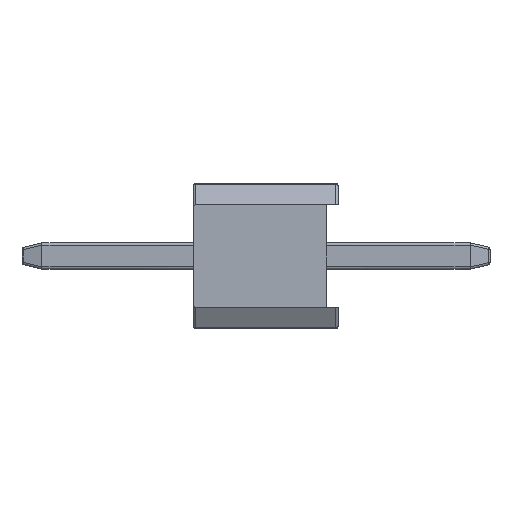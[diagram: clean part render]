
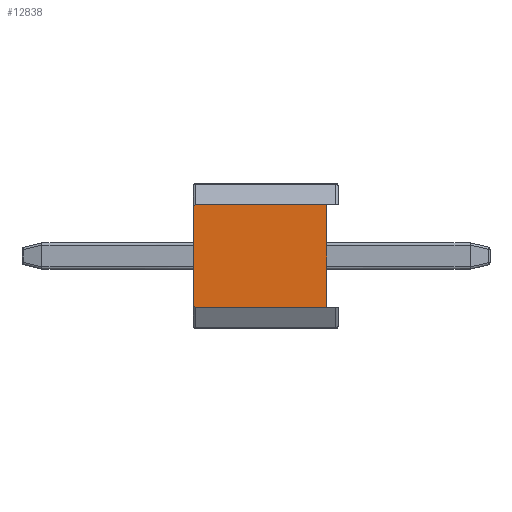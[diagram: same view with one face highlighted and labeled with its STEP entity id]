
A CAD part, left-side view. The second image highlights one B-rep face of the part: STEP entity #12838.
In plain terms, the highlighted planar face has unit normal (-1, 0, 0).
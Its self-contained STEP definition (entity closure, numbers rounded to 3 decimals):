
#120 = DIRECTION ( 'NONE',  ( 0., -1., 0. ) ) ;
#286 = DIRECTION ( 'NONE',  ( 0., 0., 1. ) ) ;
#1690 = DIRECTION ( 'NONE',  ( 1., 0., 0. ) ) ;
#1820 = AXIS2_PLACEMENT_3D ( 'NONE', #8191, #21053, #10027 ) ;
#1913 = VERTEX_POINT ( 'NONE', #22617 ) ;
#2278 = VECTOR ( 'NONE', #120, 1000. ) ;
#3566 = CARTESIAN_POINT ( 'NONE',  ( -8.255, 1.23, 0.895 ) ) ;
#3635 = DIRECTION ( 'NONE',  ( -1., 0., 0. ) ) ;
#4099 = AXIS2_PLACEMENT_3D ( 'NONE', #14699, #3635, #16572 ) ;
#4182 = CIRCLE ( 'NONE', #4099, 0.04 ) ;
#4189 = ORIENTED_EDGE ( 'NONE', *, *, #23366, .T. ) ;
#4521 = FACE_OUTER_BOUND ( 'NONE', #18547, .T. ) ;
#5416 = VERTEX_POINT ( 'NONE', #12622 ) ;
#5504 = EDGE_CURVE ( 'NONE', #12555, #20327, #22587, .T. ) ;
#5918 = AXIS2_PLACEMENT_3D ( 'NONE', #23652, #1690, #14596 ) ;
#6110 = VECTOR ( 'NONE', #286, 1000. ) ;
#6671 = LINE ( 'NONE', #13184, #6110 ) ;
#8191 = CARTESIAN_POINT ( 'NONE',  ( -8.255, 1.23, -0.855 ) ) ;
#8604 = DIRECTION ( 'NONE',  ( 0., -1., 0. ) ) ;
#9329 = EDGE_CURVE ( 'NONE', #16342, #20181, #16854, .T. ) ;
#9396 = EDGE_CURVE ( 'NONE', #20181, #1913, #19424, .T. ) ;
#10027 = DIRECTION ( 'NONE',  ( 0., 0., -1. ) ) ;
#10101 = ORIENTED_EDGE ( 'NONE', *, *, #9329, .F. ) ;
#10705 = DIRECTION ( 'NONE',  ( 0., 0., -1. ) ) ;
#11163 = ORIENTED_EDGE ( 'NONE', *, *, #9396, .F. ) ;
#11936 = VECTOR ( 'NONE', #8604, 1000. ) ;
#12555 = VERTEX_POINT ( 'NONE', #19121 ) ;
#12622 = CARTESIAN_POINT ( 'NONE',  ( -8.255, 1.27, 0.855 ) ) ;
#12838 = ADVANCED_FACE ( 'NONE', ( #4521 ), #23736, .F. ) ;
#13184 = CARTESIAN_POINT ( 'NONE',  ( -8.255, 1.27, -0.895 ) ) ;
#14440 = ORIENTED_EDGE ( 'NONE', *, *, #20618, .T. ) ;
#14596 = DIRECTION ( 'NONE',  ( 0., 0., -1. ) ) ;
#14699 = CARTESIAN_POINT ( 'NONE',  ( -8.255, 1.23, 0.855 ) ) ;
#14965 = CARTESIAN_POINT ( 'NONE',  ( -8.255, -1.07, 0.895 ) ) ;
#16342 = VERTEX_POINT ( 'NONE', #3566 ) ;
#16572 = DIRECTION ( 'NONE',  ( 0., 0., -1. ) ) ;
#16854 = LINE ( 'NONE', #19672, #11936 ) ;
#17026 = LINE ( 'NONE', #22174, #2278 ) ;
#18547 = EDGE_LOOP ( 'NONE', ( #10101, #14440, #22267, #23493, #4189, #11163 ) ) ;
#19121 = CARTESIAN_POINT ( 'NONE',  ( -8.255, 1.27, -0.855 ) ) ;
#19424 = LINE ( 'NONE', #21732, #20553 ) ;
#19672 = CARTESIAN_POINT ( 'NONE',  ( -8.255, 1.27, 0.895 ) ) ;
#20181 = VERTEX_POINT ( 'NONE', #14965 ) ;
#20327 = VERTEX_POINT ( 'NONE', #22721 ) ;
#20553 = VECTOR ( 'NONE', #10705, 1000. ) ;
#20618 = EDGE_CURVE ( 'NONE', #16342, #5416, #4182, .T. ) ;
#21053 = DIRECTION ( 'NONE',  ( -1., 0., 0. ) ) ;
#21732 = CARTESIAN_POINT ( 'NONE',  ( -8.255, -1.07, -0.895 ) ) ;
#21892 = EDGE_CURVE ( 'NONE', #12555, #5416, #6671, .T. ) ;
#22174 = CARTESIAN_POINT ( 'NONE',  ( -8.255, 1.27, -0.895 ) ) ;
#22267 = ORIENTED_EDGE ( 'NONE', *, *, #21892, .F. ) ;
#22587 = CIRCLE ( 'NONE', #1820, 0.04 ) ;
#22617 = CARTESIAN_POINT ( 'NONE',  ( -8.255, -1.07, -0.895 ) ) ;
#22721 = CARTESIAN_POINT ( 'NONE',  ( -8.255, 1.23, -0.895 ) ) ;
#23366 = EDGE_CURVE ( 'NONE', #20327, #1913, #17026, .T. ) ;
#23493 = ORIENTED_EDGE ( 'NONE', *, *, #5504, .T. ) ;
#23652 = CARTESIAN_POINT ( 'NONE',  ( -8.255, 1.27, -0.895 ) ) ;
#23736 = PLANE ( 'NONE',  #5918 ) ;
